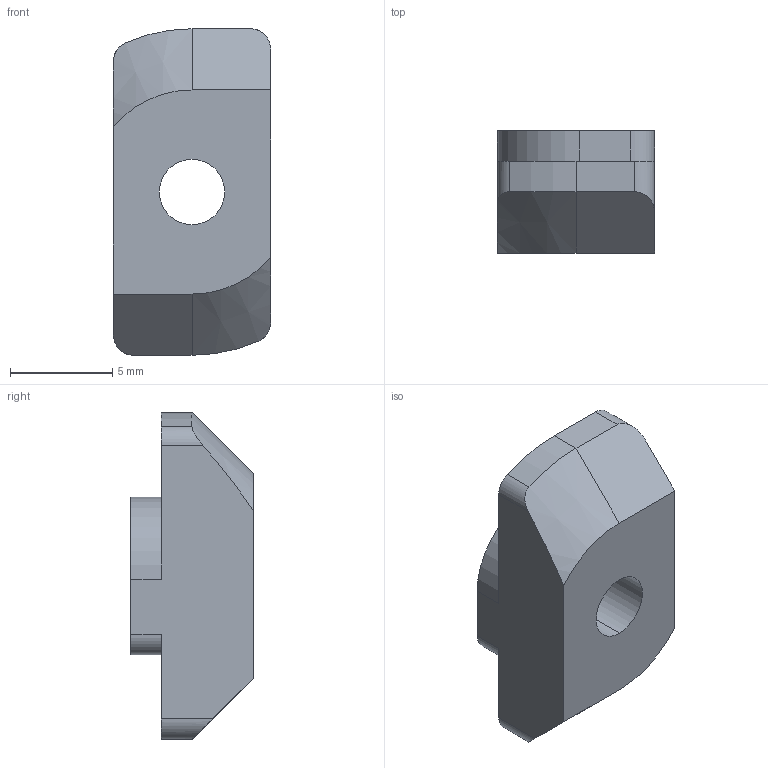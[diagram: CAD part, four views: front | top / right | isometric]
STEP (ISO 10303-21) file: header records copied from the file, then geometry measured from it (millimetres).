
FILE_DESCRIPTION (( 'STEP AP214' ), '1' );
FILE_NAME ('6218500', '2019-02-04T08:31:28', ( '' ), ('JUGARD+KÜNSTNER GmbH'), 'SwSTEP 2.0', 'SolidWorks 2017', '' );
FILE_SCHEMA (( 'AUTOMOTIVE_DESIGN' ));
Length unit declared in the file: millimetre
Products named in the file (1): 6218500_CNAJF00
Bounding box: 7.7 x 6 x 16 mm (x, y, z)
Volume: 500.5 mm3; surface area: 481.2 mm2
Topology: 1 solids, 1 shells, 27 faces, 74 edges, 49 vertices
Faces by surface type: cylinder 12, plane 12, cone 2, bspline 1
Entity records: 967 total; most frequent: CARTESIAN_POINT 242, ORIENTED_EDGE 148, DIRECTION 140, EDGE_CURVE 74, VERTEX_POINT 49, AXIS2_PLACEMENT_3D 48, LINE 44, VECTOR 44
